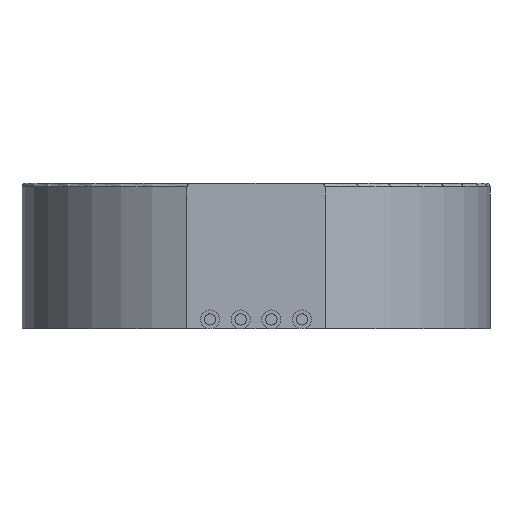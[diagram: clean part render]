
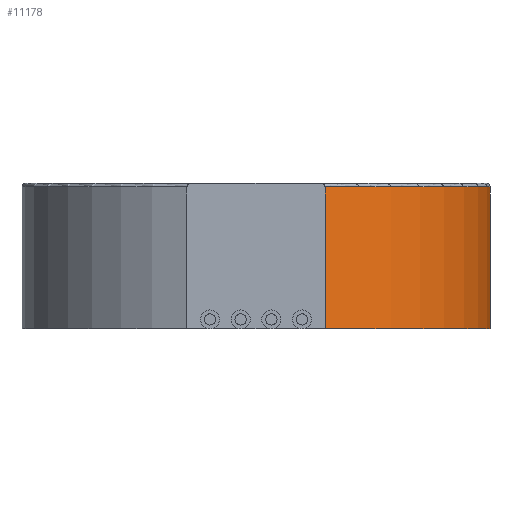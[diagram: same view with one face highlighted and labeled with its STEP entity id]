
A CAD part, front view. The second image highlights one B-rep face of the part: STEP entity #11178.
In plain terms, the highlighted cylindrical face has radius 15.25 mm (diameter 30.5 mm), a partial arc.
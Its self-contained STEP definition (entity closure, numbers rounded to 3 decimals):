
#1001 = EDGE_CURVE ( 'NONE', #5442, #14117, #14904, .T. ) ;
#1093 = DIRECTION ( 'NONE',  ( 0., 0., 1. ) ) ;
#1408 = CIRCLE ( 'NONE', #13119, 15.25 ) ;
#1604 = VERTEX_POINT ( 'NONE', #4184 ) ;
#2087 = DIRECTION ( 'NONE',  ( 1., 0., 0. ) ) ;
#2305 = ORIENTED_EDGE ( 'NONE', *, *, #20739, .F. ) ;
#3298 = VERTEX_POINT ( 'NONE', #3660 ) ;
#3429 = DIRECTION ( 'NONE',  ( 0., 0., 1. ) ) ;
#3660 = CARTESIAN_POINT ( 'NONE',  ( 15.25, 0., -0.25 ) ) ;
#4184 = CARTESIAN_POINT ( 'NONE',  ( 4.5, -14.571, -0.25 ) ) ;
#4441 = CARTESIAN_POINT ( 'NONE',  ( 15.25, 0., -9.5 ) ) ;
#4585 = ORIENTED_EDGE ( 'NONE', *, *, #12686, .T. ) ;
#5442 = VERTEX_POINT ( 'NONE', #7895 ) ;
#5601 = DIRECTION ( 'NONE',  ( 1., 0., 0. ) ) ;
#6721 = CARTESIAN_POINT ( 'NONE',  ( 15.25, 0., -9.5 ) ) ;
#7123 = CARTESIAN_POINT ( 'NONE',  ( 0., 0., -0.25 ) ) ;
#7895 = CARTESIAN_POINT ( 'NONE',  ( 4.5, -14.571, -9.5 ) ) ;
#8495 = VECTOR ( 'NONE', #18464, 1000. ) ;
#9100 = EDGE_LOOP ( 'NONE', ( #12640, #4585, #13259, #2305 ) ) ;
#9177 = CYLINDRICAL_SURFACE ( 'NONE', #11675, 15.25 ) ;
#9287 = CARTESIAN_POINT ( 'NONE',  ( 0., 0., -9.5 ) ) ;
#10337 = VECTOR ( 'NONE', #1093, 1000. ) ;
#11178 = ADVANCED_FACE ( 'NONE', ( #16832 ), #9177, .T. ) ;
#11675 = AXIS2_PLACEMENT_3D ( 'NONE', #9287, #20281, #5601 ) ;
#12072 = CARTESIAN_POINT ( 'NONE',  ( 4.5, -14.571, -9.5 ) ) ;
#12640 = ORIENTED_EDGE ( 'NONE', *, *, #1001, .T. ) ;
#12686 = EDGE_CURVE ( 'NONE', #14117, #3298, #14306, .T. ) ;
#13119 = AXIS2_PLACEMENT_3D ( 'NONE', #7123, #16662, #2087 ) ;
#13259 = ORIENTED_EDGE ( 'NONE', *, *, #17630, .T. ) ;
#14117 = VERTEX_POINT ( 'NONE', #6721 ) ;
#14306 = LINE ( 'NONE', #4441, #10337 ) ;
#14904 = CIRCLE ( 'NONE', #16264, 15.25 ) ;
#15547 = LINE ( 'NONE', #12072, #8495 ) ;
#16264 = AXIS2_PLACEMENT_3D ( 'NONE', #17798, #3429, #19660 ) ;
#16662 = DIRECTION ( 'NONE',  ( 0., 0., -1. ) ) ;
#16832 = FACE_OUTER_BOUND ( 'NONE', #9100, .T. ) ;
#17630 = EDGE_CURVE ( 'NONE', #3298, #1604, #1408, .T. ) ;
#17798 = CARTESIAN_POINT ( 'NONE',  ( 0., 0., -9.5 ) ) ;
#18464 = DIRECTION ( 'NONE',  ( 0., 0., 1. ) ) ;
#19660 = DIRECTION ( 'NONE',  ( 1., 0., 0. ) ) ;
#20281 = DIRECTION ( 'NONE',  ( 0., 0., 1. ) ) ;
#20739 = EDGE_CURVE ( 'NONE', #5442, #1604, #15547, .T. ) ;
